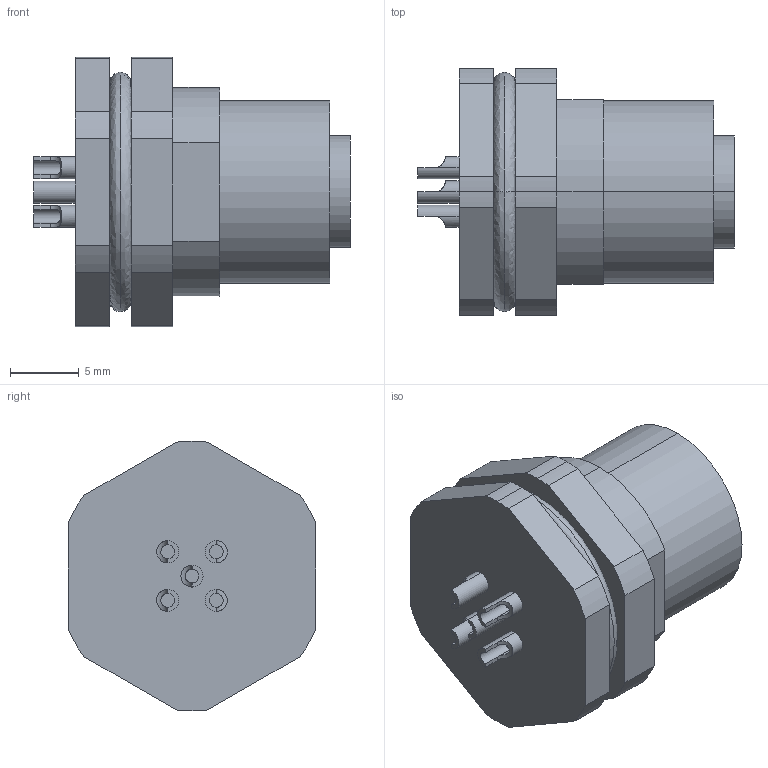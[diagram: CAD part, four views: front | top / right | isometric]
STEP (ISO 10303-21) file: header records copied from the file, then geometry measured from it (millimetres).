
FILE_DESCRIPTION (( 'STEP AP203' ), '1' );
FILE_NAME ('P187.STEP', '2020-03-31T06:08:11', ( 'edpusr' ), ( 'Microsoft' ), 'SwSTEP 2.0', 'SolidWorks 2015', '' );
FILE_SCHEMA (( 'CONFIG_CONTROL_DESIGN' ));
Length unit declared in the file: millimetre
Products named in the file (1): P187
Bounding box: 23 x 18 x 19.59 mm (x, y, z)
Volume: 3193.9 mm3; surface area: 2647.5 mm2
Topology: 2 solids, 2 shells, 123 faces, 283 edges, 178 vertices
Faces by surface type: cylinder 62, plane 51, bspline 8, cone 2
Entity records: 3982 total; most frequent: CARTESIAN_POINT 1069, DIRECTION 621, ORIENTED_EDGE 566, EDGE_CURVE 283, AXIS2_PLACEMENT_3D 236, VERTEX_POINT 178, LINE 149, VECTOR 149
